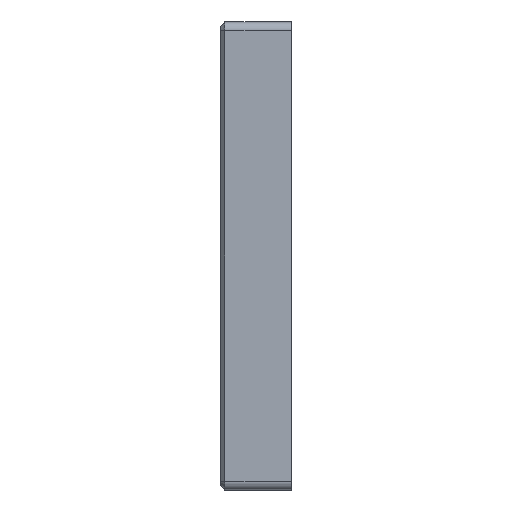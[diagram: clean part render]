
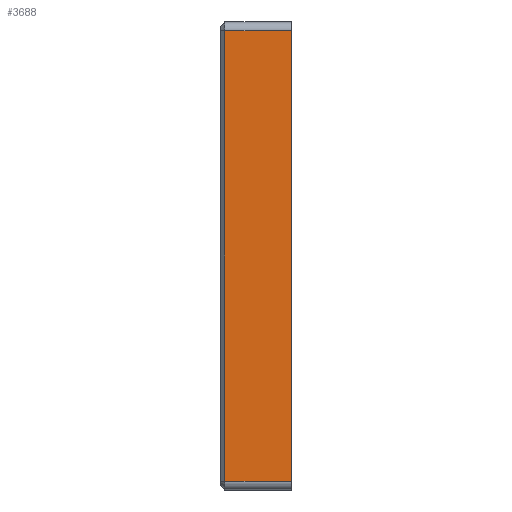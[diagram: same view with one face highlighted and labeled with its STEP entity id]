
A CAD part, left-side view. The second image highlights one B-rep face of the part: STEP entity #3688.
In plain terms, the highlighted planar face has unit normal (-1, 0, 0).
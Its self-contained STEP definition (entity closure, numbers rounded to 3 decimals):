
#352=FACE_OUTER_BOUND('',#574,.T.);
#574=EDGE_LOOP('',(#3270,#3271,#3272,#3273));
#663=LINE('',#5500,#1016);
#882=LINE('',#6091,#1235);
#891=LINE('',#6112,#1244);
#892=LINE('',#6114,#1245);
#1016=VECTOR('',#4319,10.);
#1235=VECTOR('',#4968,10.);
#1244=VECTOR('',#4999,10.);
#1245=VECTOR('',#5002,10.);
#1598=VERTEX_POINT('',#5497);
#1599=VERTEX_POINT('',#5499);
#1755=VERTEX_POINT('',#6085);
#1756=VERTEX_POINT('',#6089);
#1934=EDGE_CURVE('',#1598,#1599,#663,.T.);
#2228=EDGE_CURVE('',#1756,#1755,#882,.T.);
#2239=EDGE_CURVE('',#1755,#1598,#891,.T.);
#2240=EDGE_CURVE('',#1599,#1756,#892,.T.);
#3270=ORIENTED_EDGE('',*,*,#2228,.F.);
#3271=ORIENTED_EDGE('',*,*,#2240,.F.);
#3272=ORIENTED_EDGE('',*,*,#1934,.F.);
#3273=ORIENTED_EDGE('',*,*,#2239,.F.);
#3477=PLANE('',#4087);
#3688=ADVANCED_FACE('',(#352),#3477,.T.);
#4087=AXIS2_PLACEMENT_3D('',#6277,#5210,#5211);
#4319=DIRECTION('',(0.,0.,-1.));
#4968=DIRECTION('',(0.,0.,1.));
#4999=DIRECTION('',(0.,-1.,0.));
#5002=DIRECTION('',(0.,1.,0.));
#5210=DIRECTION('center_axis',(-1.,0.,0.));
#5211=DIRECTION('ref_axis',(0.,0.,1.));
#5497=CARTESIAN_POINT('',(-9.525,-7.,98.013));
#5499=CARTESIAN_POINT('',(-9.525,-7.,-7.525));
#5500=CARTESIAN_POINT('',(-9.525,-7.,100.013));
#6085=CARTESIAN_POINT('',(-9.525,8.6,98.013));
#6089=CARTESIAN_POINT('',(-9.525,8.6,-7.525));
#6091=CARTESIAN_POINT('',(-9.525,8.6,17.859));
#6112=CARTESIAN_POINT('',(-9.525,1.6,98.013));
#6114=CARTESIAN_POINT('',(-9.525,1.6,-7.525));
#6277=CARTESIAN_POINT('Origin',(-9.525,1.6,-9.525));
